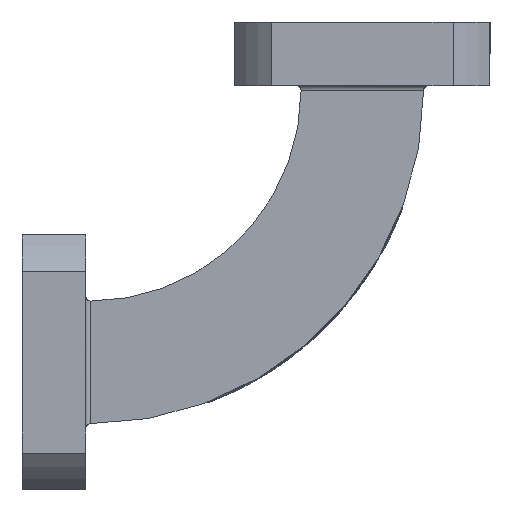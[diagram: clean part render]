
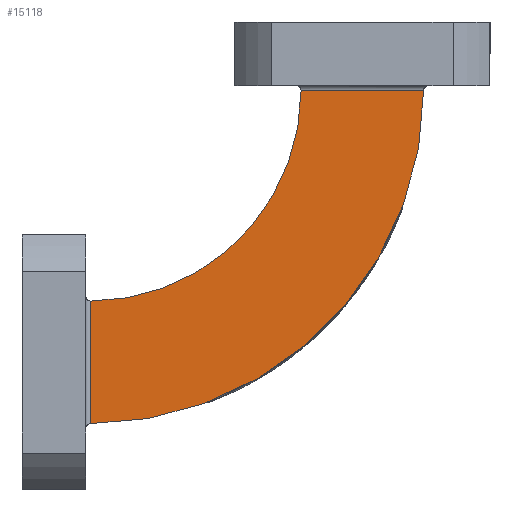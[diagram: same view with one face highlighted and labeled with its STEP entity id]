
A CAD part, front view. The second image highlights one B-rep face of the part: STEP entity #15118.
In plain terms, the highlighted planar face has unit normal (0, -1, 0).
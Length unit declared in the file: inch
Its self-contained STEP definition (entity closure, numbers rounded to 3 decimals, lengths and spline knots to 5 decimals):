
#202 = AXIS2_PLACEMENT_3D ( 'NONE', #10356, #5586, #3195 ) ;
#306 = EDGE_LOOP ( 'NONE', ( #9318, #4509, #11924, #1636, #14122, #5840 ) ) ;
#428 = CARTESIAN_POINT ( 'NONE',  ( -0.18, -0.11, -0.202 ) ) ;
#1458 = CARTESIAN_POINT ( 'NONE',  ( -0.798, -0.11, -0.82 ) ) ;
#1539 = DIRECTION ( 'NONE',  ( 0., 1., 0. ) ) ;
#1636 = ORIENTED_EDGE ( 'NONE', *, *, #11390, .T. ) ;
#1665 = FACE_OUTER_BOUND ( 'NONE', #306, .T. ) ;
#1804 = CIRCLE ( 'NONE', #9718, 0.015 ) ;
#2350 = EDGE_CURVE ( 'NONE', #7392, #3271, #14070, .T. ) ;
#2646 = DIRECTION ( 'NONE',  ( 0., 1., 0. ) ) ;
#2798 = CIRCLE ( 'NONE', #202, 0.015 ) ;
#3195 = DIRECTION ( 'NONE',  ( 0., 0., 1. ) ) ;
#3271 = VERTEX_POINT ( 'NONE', #11051 ) ;
#3457 = CARTESIAN_POINT ( 'NONE',  ( -0.798, -0.11, -1.18 ) ) ;
#3639 = VERTEX_POINT ( 'NONE', #1458 ) ;
#4370 = VERTEX_POINT ( 'NONE', #13435 ) ;
#4509 = ORIENTED_EDGE ( 'NONE', *, *, #2350, .T. ) ;
#5046 = VECTOR ( 'NONE', #10010, 39.37008 ) ;
#5423 = VERTEX_POINT ( 'NONE', #9674 ) ;
#5586 = DIRECTION ( 'NONE',  ( 0., 1., 0. ) ) ;
#5840 = ORIENTED_EDGE ( 'NONE', *, *, #12805, .T. ) ;
#6467 = DIRECTION ( 'NONE',  ( 0., 1., 0. ) ) ;
#6570 = VECTOR ( 'NONE', #10662, 39.37008 ) ;
#6587 = EDGE_CURVE ( 'NONE', #3271, #9852, #1804, .T. ) ;
#7143 = AXIS2_PLACEMENT_3D ( 'NONE', #11406, #12763, #15092 ) ;
#7392 = VERTEX_POINT ( 'NONE', #14699 ) ;
#7738 = AXIS2_PLACEMENT_3D ( 'NONE', #13668, #6467, #10075 ) ;
#8676 = DIRECTION ( 'NONE',  ( 1., 0., 0. ) ) ;
#9137 = AXIS2_PLACEMENT_3D ( 'NONE', #14633, #1539, #8676 ) ;
#9318 = ORIENTED_EDGE ( 'NONE', *, *, #12118, .F. ) ;
#9674 = CARTESIAN_POINT ( 'NONE',  ( -0.79795, -0.11, -0.82 ) ) ;
#9718 = AXIS2_PLACEMENT_3D ( 'NONE', #13542, #2646, #10998 ) ;
#9852 = VERTEX_POINT ( 'NONE', #14117 ) ;
#10010 = DIRECTION ( 'NONE',  ( -1., 0., 0. ) ) ;
#10075 = DIRECTION ( 'NONE',  ( 1., 0., 0. ) ) ;
#10123 = CIRCLE ( 'NONE', #7738, 0.98 ) ;
#10204 = PLANE ( 'NONE',  #7143 ) ;
#10356 = CARTESIAN_POINT ( 'NONE',  ( -0.798, -0.11, -0.805 ) ) ;
#10662 = DIRECTION ( 'NONE',  ( 0., 0., -1. ) ) ;
#10681 = LINE ( 'NONE', #3457, #6570 ) ;
#10998 = DIRECTION ( 'NONE',  ( 0., 0., 1. ) ) ;
#11051 = CARTESIAN_POINT ( 'NONE',  ( -0.18, -0.11, -0.202 ) ) ;
#11390 = EDGE_CURVE ( 'NONE', #9852, #5423, #15412, .T. ) ;
#11406 = CARTESIAN_POINT ( 'NONE',  ( -0.18, -0.11, -0.2 ) ) ;
#11924 = ORIENTED_EDGE ( 'NONE', *, *, #6587, .T. ) ;
#12118 = EDGE_CURVE ( 'NONE', #7392, #4370, #10123, .T. ) ;
#12763 = DIRECTION ( 'NONE',  ( 0., 1., 0. ) ) ;
#12805 = EDGE_CURVE ( 'NONE', #3639, #4370, #10681, .T. ) ;
#13435 = CARTESIAN_POINT ( 'NONE',  ( -0.798, -0.11, -1.18 ) ) ;
#13542 = CARTESIAN_POINT ( 'NONE',  ( -0.195, -0.11, -0.202 ) ) ;
#13668 = CARTESIAN_POINT ( 'NONE',  ( -0.8, -0.11, -0.2 ) ) ;
#14070 = LINE ( 'NONE', #428, #5046 ) ;
#14117 = CARTESIAN_POINT ( 'NONE',  ( -0.18, -0.11, -0.20205 ) ) ;
#14122 = ORIENTED_EDGE ( 'NONE', *, *, #15239, .T. ) ;
#14633 = CARTESIAN_POINT ( 'NONE',  ( -0.8, -0.11, -0.2 ) ) ;
#14699 = CARTESIAN_POINT ( 'NONE',  ( 0.18, -0.11, -0.202 ) ) ;
#15092 = DIRECTION ( 'NONE',  ( 0., 0., 1. ) ) ;
#15118 = ADVANCED_FACE ( 'NONE', ( #1665 ), #10204, .F. ) ;
#15239 = EDGE_CURVE ( 'NONE', #5423, #3639, #2798, .T. ) ;
#15412 = CIRCLE ( 'NONE', #9137, 0.62 ) ;
